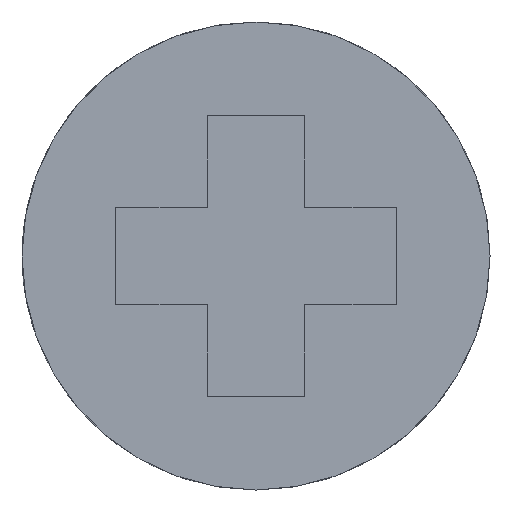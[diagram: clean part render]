
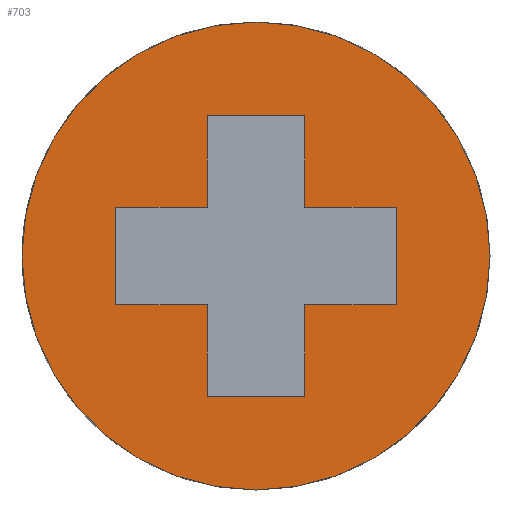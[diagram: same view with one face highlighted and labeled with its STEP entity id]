
A CAD part, front view. The second image highlights one B-rep face of the part: STEP entity #703.
In plain terms, the highlighted planar face has unit normal (0, -1, 0).
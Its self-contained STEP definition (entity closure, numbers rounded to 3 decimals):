
#15=FACE_BOUND('',#119,.T.);
#46=PLANE('',#771);
#82=FACE_OUTER_BOUND('',#118,.T.);
#118=EDGE_LOOP('',(#650));
#119=EDGE_LOOP('',(#651,#652,#653,#654,#655,#656,#657,#658,#659,#660,#661,
#662));
#157=LINE('',#1077,#238);
#161=LINE('',#1085,#242);
#164=LINE('',#1091,#245);
#167=LINE('',#1097,#248);
#170=LINE('',#1103,#251);
#173=LINE('',#1109,#254);
#176=LINE('',#1115,#257);
#179=LINE('',#1121,#260);
#182=LINE('',#1127,#263);
#185=LINE('',#1133,#266);
#188=LINE('',#1139,#269);
#191=LINE('',#1144,#272);
#238=VECTOR('',#875,10.);
#242=VECTOR('',#881,10.);
#245=VECTOR('',#886,10.);
#248=VECTOR('',#891,10.);
#251=VECTOR('',#896,10.);
#254=VECTOR('',#901,10.);
#257=VECTOR('',#906,10.);
#260=VECTOR('',#911,10.);
#263=VECTOR('',#916,10.);
#266=VECTOR('',#921,10.);
#269=VECTOR('',#926,10.);
#272=VECTOR('',#931,10.);
#298=CIRCLE('',#746,10.);
#338=VERTEX_POINT('',#1062);
#342=VERTEX_POINT('',#1075);
#343=VERTEX_POINT('',#1076);
#346=VERTEX_POINT('',#1084);
#348=VERTEX_POINT('',#1090);
#350=VERTEX_POINT('',#1096);
#352=VERTEX_POINT('',#1102);
#354=VERTEX_POINT('',#1108);
#356=VERTEX_POINT('',#1114);
#358=VERTEX_POINT('',#1120);
#360=VERTEX_POINT('',#1126);
#362=VERTEX_POINT('',#1132);
#364=VERTEX_POINT('',#1138);
#415=EDGE_CURVE('',#338,#338,#298,.T.);
#421=EDGE_CURVE('',#342,#343,#157,.T.);
#425=EDGE_CURVE('',#346,#342,#161,.T.);
#428=EDGE_CURVE('',#348,#346,#164,.T.);
#431=EDGE_CURVE('',#350,#348,#167,.T.);
#434=EDGE_CURVE('',#352,#350,#170,.T.);
#437=EDGE_CURVE('',#354,#352,#173,.T.);
#440=EDGE_CURVE('',#356,#354,#176,.T.);
#443=EDGE_CURVE('',#358,#356,#179,.T.);
#446=EDGE_CURVE('',#360,#358,#182,.T.);
#449=EDGE_CURVE('',#362,#360,#185,.T.);
#452=EDGE_CURVE('',#364,#362,#188,.T.);
#455=EDGE_CURVE('',#343,#364,#191,.T.);
#650=ORIENTED_EDGE('',*,*,#415,.F.);
#651=ORIENTED_EDGE('',*,*,#421,.T.);
#652=ORIENTED_EDGE('',*,*,#455,.T.);
#653=ORIENTED_EDGE('',*,*,#452,.T.);
#654=ORIENTED_EDGE('',*,*,#449,.T.);
#655=ORIENTED_EDGE('',*,*,#446,.T.);
#656=ORIENTED_EDGE('',*,*,#443,.T.);
#657=ORIENTED_EDGE('',*,*,#440,.T.);
#658=ORIENTED_EDGE('',*,*,#437,.T.);
#659=ORIENTED_EDGE('',*,*,#434,.T.);
#660=ORIENTED_EDGE('',*,*,#431,.T.);
#661=ORIENTED_EDGE('',*,*,#428,.T.);
#662=ORIENTED_EDGE('',*,*,#425,.T.);
#703=ADVANCED_FACE('',(#82,#15),#46,.F.);
#746=AXIS2_PLACEMENT_3D('',#1064,#863,#864);
#771=AXIS2_PLACEMENT_3D('',#1164,#961,#962);
#863=DIRECTION('center_axis',(0.,1.,0.));
#864=DIRECTION('ref_axis',(1.,0.,0.));
#875=DIRECTION('',(1.,0.,0.));
#881=DIRECTION('',(0.,0.,1.));
#886=DIRECTION('',(1.,0.,0.));
#891=DIRECTION('',(0.,0.,1.));
#896=DIRECTION('',(-1.,0.,0.));
#901=DIRECTION('',(0.,0.,1.));
#906=DIRECTION('',(-1.,0.,0.));
#911=DIRECTION('',(0.,0.,-1.));
#916=DIRECTION('',(-1.,0.,0.));
#921=DIRECTION('',(0.,0.,-1.));
#926=DIRECTION('',(1.,0.,0.));
#931=DIRECTION('',(0.,0.,-1.));
#961=DIRECTION('center_axis',(0.,1.,0.));
#962=DIRECTION('ref_axis',(1.,0.,0.));
#1062=CARTESIAN_POINT('',(-10.,0.,0.));
#1064=CARTESIAN_POINT('Origin',(0.,0.,0.));
#1075=CARTESIAN_POINT('',(-2.075,0.,6.));
#1076=CARTESIAN_POINT('',(2.075,0.,6.));
#1077=CARTESIAN_POINT('',(-1.038,0.,6.));
#1084=CARTESIAN_POINT('',(-2.075,0.,2.075));
#1085=CARTESIAN_POINT('',(-2.075,0.,1.038));
#1090=CARTESIAN_POINT('',(-6.,0.,2.075));
#1091=CARTESIAN_POINT('',(-3.,0.,2.075));
#1096=CARTESIAN_POINT('',(-6.,0.,-2.075));
#1097=CARTESIAN_POINT('',(-6.,0.,-1.038));
#1102=CARTESIAN_POINT('',(-2.075,0.,-2.075));
#1103=CARTESIAN_POINT('',(-1.038,0.,-2.075));
#1108=CARTESIAN_POINT('',(-2.075,0.,-6.));
#1109=CARTESIAN_POINT('',(-2.075,0.,-3.));
#1114=CARTESIAN_POINT('',(2.075,0.,-6.));
#1115=CARTESIAN_POINT('',(1.038,0.,-6.));
#1120=CARTESIAN_POINT('',(2.075,0.,-2.075));
#1121=CARTESIAN_POINT('',(2.075,0.,-1.038));
#1126=CARTESIAN_POINT('',(6.,0.,-2.075));
#1127=CARTESIAN_POINT('',(3.,0.,-2.075));
#1132=CARTESIAN_POINT('',(6.,0.,2.075));
#1133=CARTESIAN_POINT('',(6.,0.,1.038));
#1138=CARTESIAN_POINT('',(2.075,0.,2.075));
#1139=CARTESIAN_POINT('',(1.038,0.,2.075));
#1144=CARTESIAN_POINT('',(2.075,0.,3.));
#1164=CARTESIAN_POINT('Origin',(0.,0.,0.));
